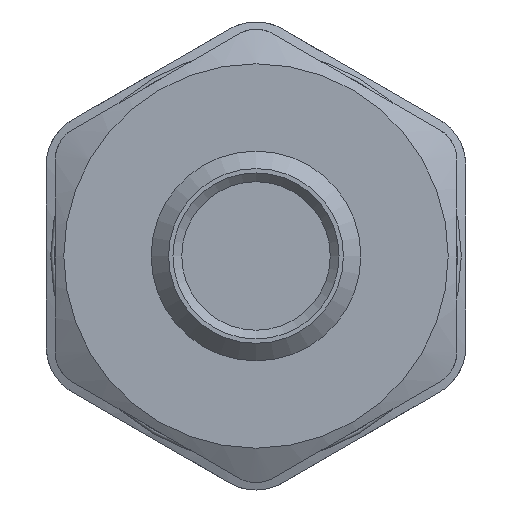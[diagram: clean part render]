
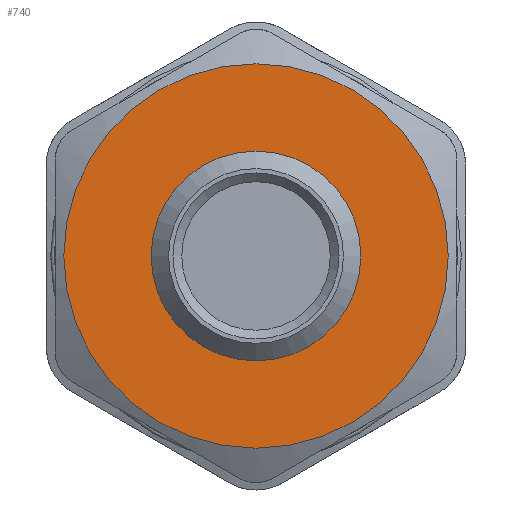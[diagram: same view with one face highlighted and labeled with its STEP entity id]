
A CAD part, front view. The second image highlights one B-rep face of the part: STEP entity #740.
In plain terms, the highlighted planar face has unit normal (0, -1, 0).
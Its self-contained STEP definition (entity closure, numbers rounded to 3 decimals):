
#16=FACE_BOUND('',#145,.T.);
#81=PLANE('',#810);
#101=FACE_OUTER_BOUND('',#144,.T.);
#144=EDGE_LOOP('',(#482));
#145=EDGE_LOOP('',(#483));
#261=CIRCLE('',#811,11.);
#262=CIRCLE('',#812,5.2);
#296=VERTEX_POINT('',#1144);
#297=VERTEX_POINT('',#1146);
#370=EDGE_CURVE('',#296,#296,#261,.T.);
#371=EDGE_CURVE('',#297,#297,#262,.T.);
#482=ORIENTED_EDGE('',*,*,#370,.F.);
#483=ORIENTED_EDGE('',*,*,#371,.T.);
#740=ADVANCED_FACE('',(#101,#16),#81,.T.);
#810=AXIS2_PLACEMENT_3D('',#1143,#887,#888);
#811=AXIS2_PLACEMENT_3D('',#1145,#889,#890);
#812=AXIS2_PLACEMENT_3D('',#1147,#891,#892);
#887=DIRECTION('center_axis',(0.,-1.,0.));
#888=DIRECTION('ref_axis',(0.,0.,-1.));
#889=DIRECTION('center_axis',(0.,1.,0.));
#890=DIRECTION('ref_axis',(1.,0.,0.));
#891=DIRECTION('center_axis',(0.,1.,0.));
#892=DIRECTION('ref_axis',(1.,0.,0.));
#1143=CARTESIAN_POINT('Origin',(-20.687,-16.555,0.431));
#1144=CARTESIAN_POINT('',(1.313,-16.555,0.431));
#1145=CARTESIAN_POINT('Origin',(-9.687,-16.555,0.431));
#1146=CARTESIAN_POINT('',(-4.487,-16.555,0.431));
#1147=CARTESIAN_POINT('Origin',(-9.687,-16.555,0.431));
